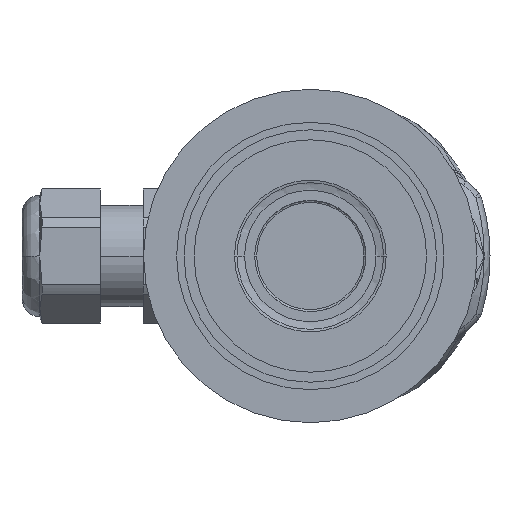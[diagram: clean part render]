
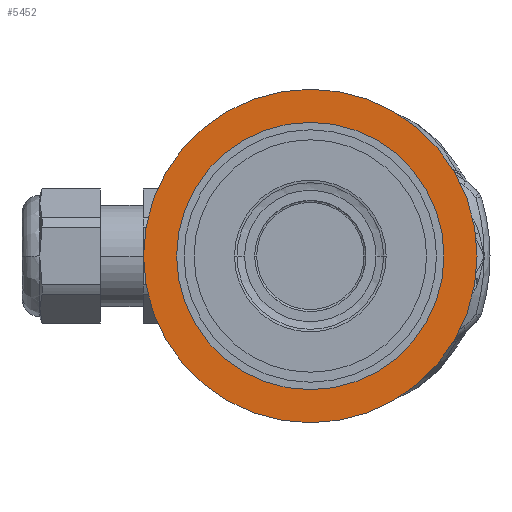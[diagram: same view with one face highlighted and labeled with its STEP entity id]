
A CAD part, front view. The second image highlights one B-rep face of the part: STEP entity #5452.
In plain terms, the highlighted free-form (B-spline) face has degree [1, 1] with [2, 2] control points.
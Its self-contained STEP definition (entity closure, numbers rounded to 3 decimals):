
#109=CARTESIAN_POINT('',(0.,12.3,0.));
#110=DIRECTION('',(0.,-1.,0.));
#111=DIRECTION('',(-1.,0.,0.));
#112=AXIS2_PLACEMENT_3D('',#109,#110,#111);
#114=CARTESIAN_POINT('',(0.,12.3,0.));
#115=DIRECTION('',(0.,1.,0.));
#116=DIRECTION('',(-1.,0.,0.));
#117=AXIS2_PLACEMENT_3D('',#114,#115,#116);
#119=CARTESIAN_POINT('',(0.,12.3,0.));
#120=DIRECTION('',(0.,1.,0.));
#121=DIRECTION('',(-1.,0.,0.));
#122=AXIS2_PLACEMENT_3D('',#119,#120,#121);
#132=CARTESIAN_POINT('',(0.,12.3,0.));
#133=DIRECTION('',(0.,-1.,0.));
#134=DIRECTION('',(-1.,0.,0.));
#135=AXIS2_PLACEMENT_3D('',#132,#133,#134);
#4379=CARTESIAN_POINT('',(-33.,12.3,0.));
#4380=VERTEX_POINT('',#4379);
#4381=CARTESIAN_POINT('',(-26.45,12.3,0.));
#4383=VERTEX_POINT('',#4381);
#4399=CARTESIAN_POINT('',(33.,12.3,0.));
#4400=VERTEX_POINT('',#4399);
#4401=CARTESIAN_POINT('',(26.45,12.3,0.));
#4403=VERTEX_POINT('',#4401);
#5437=CARTESIAN_POINT('',(-34.32,12.3,34.33));
#5438=CARTESIAN_POINT('',(-34.32,12.3,-34.33));
#5439=CARTESIAN_POINT('',(34.32,12.3,34.33));
#5440=CARTESIAN_POINT('',(34.32,12.3,-34.33));
#5441=B_SPLINE_SURFACE_WITH_KNOTS('',1,1,((#5437,#5438),(#5439,#5440)),
.UNSPECIFIED.,.F.,.F.,.F.,(2,2),(2,2),(-34.32,34.32),(-34.33,
34.33),.UNSPECIFIED.);
#5442=ORIENTED_EDGE('',*,*,#5430,.F.);
#5443=ORIENTED_EDGE('',*,*,#5405,.T.);
#5444=EDGE_LOOP('',(#5442,#5443));
#5445=FACE_OUTER_BOUND('',#5444,.F.);
#5447=ORIENTED_EDGE('',*,*,#5446,.F.);
#5449=ORIENTED_EDGE('',*,*,#5448,.T.);
#5450=EDGE_LOOP('',(#5447,#5449));
#5451=FACE_BOUND('',#5450,.F.);
#5452=ADVANCED_FACE('',(#5445,#5451),#5441,.F.);
#113=CIRCLE('',#112,33.);
#118=CIRCLE('',#117,33.);
#123=CIRCLE('',#122,26.45);
#136=CIRCLE('',#135,26.45);
#5405=EDGE_CURVE('',#4380,#4400,#118,.T.);
#5430=EDGE_CURVE('',#4380,#4400,#113,.T.);
#5446=EDGE_CURVE('',#4383,#4403,#123,.T.);
#5448=EDGE_CURVE('',#4383,#4403,#136,.T.);
